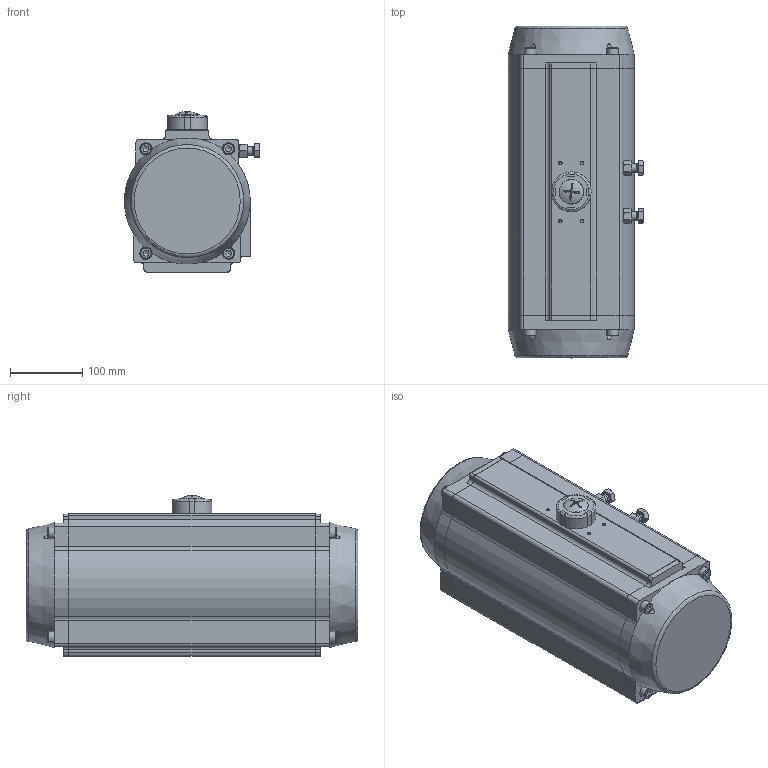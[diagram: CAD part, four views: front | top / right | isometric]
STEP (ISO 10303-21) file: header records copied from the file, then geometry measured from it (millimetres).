
FILE_DESCRIPTION(/* description */ (''),/* implementation_level */ '2;1');
FILE_NAME(/* name */ '5050160028 C-160DA F10+F12 27x27.stp',/* time_stamp */ '2016-12-30T14:28:58+08:00',/* author */ (''),/* organization */ (''),/* preprocessor_version */ 'ST-DEVELOPER v15',/* originating_system */ 'SIEMENS PLM Software NX 8.5',/* authorisation */ '');
FILE_SCHEMA (('AUTOMOTIVE_DESIGN { 1 0 10303 214 3 1 1 1 }'));
Length unit declared in the file: millimetre
Products named in the file (27): Stop screw; Nut-stop screw; Plug; O-ring adjust screw; Nut adjust screw; Adjust screw; Indicator screw-125; Indicator-125; End-cap screw; O-ring end cap; Inside washer; Outside washer; O-ring piston; O-ring-pinion top; O-ring-pinion bottom; Thrust washer; Bearing-pinion bottom; Bearing-pinion top; Bearing-piston; Guide Piston-C-160; C-160-08; Circlip; C-160-03; C-160-04; C-160-02; C-160-01; C-160DA
Assembly tree (45 placements, depth 2):
  C-160DA
    C-160-01
    C-160-02  x2
    C-160-04
    C-160-03  x2
    Circlip
    C-160-08
    Guide Piston-C-160  x2
    Bearing-piston  x2
    Bearing-pinion top
    Bearing-pinion bottom
    Thrust washer
    O-ring-pinion bottom
    O-ring-pinion top
    O-ring piston  x2
    Outside washer
    Inside washer
    O-ring end cap  x2
    End-cap screw  x8
    Indicator-125
    Indicator screw-125
    Adjust screw  x2
    Nut adjust screw  x2
    O-ring adjust screw  x2
    Plug  x2
    Nut-stop screw  x2
    Stop screw  x2
Bounding box: 186.89 x 458 x 221.97 mm (x, y, z)
Volume: 6256007.3 mm3; surface area: 1250684.8 mm2
Topology: 66 solids, 66 shells, 1867 faces, 4811 edges, 3133 vertices
Faces by surface type: cylinder 736, plane 731, cone 189, torus 122, extrusion 60, bspline 26, sphere 3
Full cylindrical faces by diameter (mm): 2.5 x2, 4.2 x8, 5 x1, 6 x2, 6.144 x1, 8 x3, 8.374 x10, 8.376 x12, 8.5 x14, 9 x4, 10 x22, 10.001 x2, 10.106 x2, 10.3 x8, 10.374 x2, 10.376 x2, 11 x8, 12 x6, 12.001 x2, 16 x10, 17 x8, 28 x1, 34.2 x1, 36.4 x2, 36.5 x1, 40 x9, 41 x1, 44 x12, 45 x12, 50 x2
Entity records: 44415 total; most frequent: CARTESIAN_POINT 15939, DIRECTION 5726, ORIENTED_EDGE 5456, EDGE_CURVE 2728, AXIS2_PLACEMENT_3D 2221, VERTEX_POINT 1932, EDGE_LOOP 1523, VECTOR 1284
